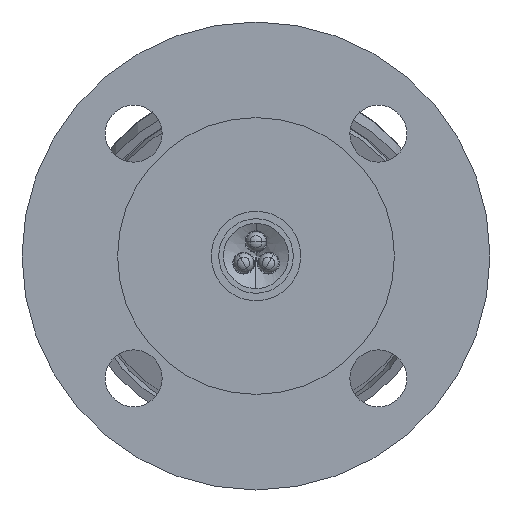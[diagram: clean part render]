
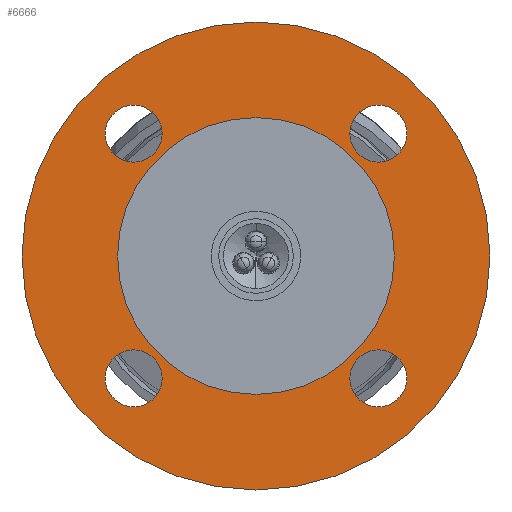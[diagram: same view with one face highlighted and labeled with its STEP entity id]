
A CAD part, front view. The second image highlights one B-rep face of the part: STEP entity #6666.
In plain terms, the highlighted planar face has unit normal (0, -1, 0).
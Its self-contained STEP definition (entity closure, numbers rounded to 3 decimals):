
#242 = CARTESIAN_POINT ( 'NONE',  ( -30.052, 0., 23.052 ) ) ;
#331 = CARTESIAN_POINT ( 'NONE',  ( 30.052, 0., 30.052 ) ) ;
#381 = ORIENTED_EDGE ( 'NONE', *, *, #3860, .T. ) ;
#394 = DIRECTION ( 'NONE',  ( 0., 1., 0. ) ) ;
#463 = EDGE_CURVE ( 'NONE', #2425, #1498, #2919, .T. ) ;
#545 = EDGE_LOOP ( 'NONE', ( #9541, #3512 ) ) ;
#554 = CARTESIAN_POINT ( 'NONE',  ( 30.052, 0., 37.052 ) ) ;
#798 = VERTEX_POINT ( 'NONE', #4281 ) ;
#1024 = DIRECTION ( 'NONE',  ( 0., 0., 1. ) ) ;
#1204 = CARTESIAN_POINT ( 'NONE',  ( 30.052, 0., 30.052 ) ) ;
#1427 = CIRCLE ( 'NONE', #9260, 7. ) ;
#1498 = VERTEX_POINT ( 'NONE', #14699 ) ;
#1523 = EDGE_CURVE ( 'NONE', #10869, #10783, #11324, .T. ) ;
#1665 = CARTESIAN_POINT ( 'NONE',  ( -30.052, 0., 37.052 ) ) ;
#2303 = DIRECTION ( 'NONE',  ( 0., 0., 1. ) ) ;
#2425 = VERTEX_POINT ( 'NONE', #15657 ) ;
#2919 = CIRCLE ( 'NONE', #11081, 7. ) ;
#2929 = DIRECTION ( 'NONE',  ( 0., 1., 0. ) ) ;
#2935 = CARTESIAN_POINT ( 'NONE',  ( 30.052, 0., 23.052 ) ) ;
#3025 = DIRECTION ( 'NONE',  ( 0., 1., 0. ) ) ;
#3442 = EDGE_LOOP ( 'NONE', ( #7094, #17065 ) ) ;
#3453 = CARTESIAN_POINT ( 'NONE',  ( 0., 0., -34. ) ) ;
#3512 = ORIENTED_EDGE ( 'NONE', *, *, #5941, .F. ) ;
#3687 = AXIS2_PLACEMENT_3D ( 'NONE', #17554, #11636, #13108 ) ;
#3860 = EDGE_CURVE ( 'NONE', #4279, #10011, #7762, .T. ) ;
#3971 = DIRECTION ( 'NONE',  ( 0., 1., 0. ) ) ;
#4051 = CARTESIAN_POINT ( 'NONE',  ( 30.052, 0., -30.052 ) ) ;
#4175 = EDGE_CURVE ( 'NONE', #13118, #12546, #9940, .T. ) ;
#4279 = VERTEX_POINT ( 'NONE', #6631 ) ;
#4281 = CARTESIAN_POINT ( 'NONE',  ( 0., 0., 57.5 ) ) ;
#4309 = EDGE_LOOP ( 'NONE', ( #381, #11629 ) ) ;
#4492 = AXIS2_PLACEMENT_3D ( 'NONE', #18824, #3971, #2303 ) ;
#4827 = CARTESIAN_POINT ( 'NONE',  ( 0., 0., -57.5 ) ) ;
#5369 = DIRECTION ( 'NONE',  ( 0., 1., 0. ) ) ;
#5393 = ORIENTED_EDGE ( 'NONE', *, *, #18674, .F. ) ;
#5399 = CARTESIAN_POINT ( 'NONE',  ( 0., 0., 34. ) ) ;
#5688 = PLANE ( 'NONE',  #12365 ) ;
#5941 = EDGE_CURVE ( 'NONE', #798, #13811, #12971, .T. ) ;
#6063 = ORIENTED_EDGE ( 'NONE', *, *, #12827, .T. ) ;
#6105 = AXIS2_PLACEMENT_3D ( 'NONE', #10817, #18424, #11112 ) ;
#6143 = CIRCLE ( 'NONE', #16140, 7. ) ;
#6171 = CARTESIAN_POINT ( 'NONE',  ( 30.052, 0., -30.052 ) ) ;
#6202 = CARTESIAN_POINT ( 'NONE',  ( -30.052, 0., -30.052 ) ) ;
#6281 = ORIENTED_EDGE ( 'NONE', *, *, #463, .T. ) ;
#6296 = DIRECTION ( 'NONE',  ( 0., 1., 0. ) ) ;
#6359 = DIRECTION ( 'NONE',  ( 0., 0., 1. ) ) ;
#6631 = CARTESIAN_POINT ( 'NONE',  ( -30.052, 0., -23.052 ) ) ;
#6666 = ADVANCED_FACE ( 'NONE', ( #18782, #9814, #8553, #12759, #6986, #11383 ), #5688, .F. ) ;
#6924 = VERTEX_POINT ( 'NONE', #1665 ) ;
#6986 = FACE_OUTER_BOUND ( 'NONE', #545, .T. ) ;
#7094 = ORIENTED_EDGE ( 'NONE', *, *, #7860, .T. ) ;
#7204 = DIRECTION ( 'NONE',  ( 0., 1., 0. ) ) ;
#7217 = DIRECTION ( 'NONE',  ( 0., 0., 1. ) ) ;
#7298 = DIRECTION ( 'NONE',  ( 0., 0., 1. ) ) ;
#7762 = CIRCLE ( 'NONE', #18936, 7. ) ;
#7860 = EDGE_CURVE ( 'NONE', #10783, #10869, #6143, .T. ) ;
#8074 = EDGE_LOOP ( 'NONE', ( #6281, #18726 ) ) ;
#8553 = FACE_BOUND ( 'NONE', #3442, .T. ) ;
#8938 = DIRECTION ( 'NONE',  ( 0., 0., 1. ) ) ;
#9197 = CARTESIAN_POINT ( 'NONE',  ( 0., 0., 0. ) ) ;
#9260 = AXIS2_PLACEMENT_3D ( 'NONE', #12261, #2929, #8938 ) ;
#9541 = ORIENTED_EDGE ( 'NONE', *, *, #10593, .F. ) ;
#9814 = FACE_BOUND ( 'NONE', #8074, .T. ) ;
#9940 = CIRCLE ( 'NONE', #19269, 34. ) ;
#9965 = CIRCLE ( 'NONE', #3687, 7. ) ;
#10011 = VERTEX_POINT ( 'NONE', #13420 ) ;
#10053 = DIRECTION ( 'NONE',  ( 0., 1., 0. ) ) ;
#10120 = EDGE_LOOP ( 'NONE', ( #11042, #6063 ) ) ;
#10593 = EDGE_CURVE ( 'NONE', #13811, #798, #16988, .T. ) ;
#10783 = VERTEX_POINT ( 'NONE', #554 ) ;
#10817 = CARTESIAN_POINT ( 'NONE',  ( -30.052, 0., 30.052 ) ) ;
#10869 = VERTEX_POINT ( 'NONE', #2935 ) ;
#10888 = CARTESIAN_POINT ( 'NONE',  ( 0., 0., 0. ) ) ;
#11042 = ORIENTED_EDGE ( 'NONE', *, *, #11621, .T. ) ;
#11072 = AXIS2_PLACEMENT_3D ( 'NONE', #10888, #394, #6359 ) ;
#11081 = AXIS2_PLACEMENT_3D ( 'NONE', #6171, #3025, #14983 ) ;
#11112 = DIRECTION ( 'NONE',  ( 0., 0., 1. ) ) ;
#11324 = CIRCLE ( 'NONE', #15276, 7. ) ;
#11383 = FACE_BOUND ( 'NONE', #12548, .T. ) ;
#11621 = EDGE_CURVE ( 'NONE', #6924, #17573, #1427, .T. ) ;
#11629 = ORIENTED_EDGE ( 'NONE', *, *, #17487, .T. ) ;
#11636 = DIRECTION ( 'NONE',  ( 0., 1., 0. ) ) ;
#11679 = CARTESIAN_POINT ( 'NONE',  ( 0., 0., 0. ) ) ;
#12189 = DIRECTION ( 'NONE',  ( 0., 0., 1. ) ) ;
#12261 = CARTESIAN_POINT ( 'NONE',  ( -30.052, 0., 30.052 ) ) ;
#12289 = DIRECTION ( 'NONE',  ( 0., 0., 1. ) ) ;
#12365 = AXIS2_PLACEMENT_3D ( 'NONE', #11679, #12864, #12952 ) ;
#12546 = VERTEX_POINT ( 'NONE', #5399 ) ;
#12548 = EDGE_LOOP ( 'NONE', ( #5393, #16189 ) ) ;
#12759 = FACE_BOUND ( 'NONE', #10120, .T. ) ;
#12827 = EDGE_CURVE ( 'NONE', #17573, #6924, #17350, .T. ) ;
#12864 = DIRECTION ( 'NONE',  ( 0., 1., 0. ) ) ;
#12952 = DIRECTION ( 'NONE',  ( 0., 0., 1. ) ) ;
#12971 = CIRCLE ( 'NONE', #4492, 57.5 ) ;
#13108 = DIRECTION ( 'NONE',  ( 0., 0., 1. ) ) ;
#13118 = VERTEX_POINT ( 'NONE', #3453 ) ;
#13420 = CARTESIAN_POINT ( 'NONE',  ( -30.052, 0., -37.052 ) ) ;
#13710 = DIRECTION ( 'NONE',  ( 0., -1., 0. ) ) ;
#13811 = VERTEX_POINT ( 'NONE', #4827 ) ;
#14055 = CIRCLE ( 'NONE', #14951, 7. ) ;
#14351 = CARTESIAN_POINT ( 'NONE',  ( 0., 0., 0. ) ) ;
#14386 = AXIS2_PLACEMENT_3D ( 'NONE', #14351, #14445, #1024 ) ;
#14445 = DIRECTION ( 'NONE',  ( 0., -1., 0. ) ) ;
#14699 = CARTESIAN_POINT ( 'NONE',  ( 30.052, 0., -37.052 ) ) ;
#14951 = AXIS2_PLACEMENT_3D ( 'NONE', #4051, #10053, #7217 ) ;
#14983 = DIRECTION ( 'NONE',  ( 0., 0., 1. ) ) ;
#15276 = AXIS2_PLACEMENT_3D ( 'NONE', #1204, #7204, #7298 ) ;
#15657 = CARTESIAN_POINT ( 'NONE',  ( 30.052, 0., -23.052 ) ) ;
#16140 = AXIS2_PLACEMENT_3D ( 'NONE', #331, #6296, #12289 ) ;
#16189 = ORIENTED_EDGE ( 'NONE', *, *, #4175, .F. ) ;
#16988 = CIRCLE ( 'NONE', #11072, 57.5 ) ;
#17065 = ORIENTED_EDGE ( 'NONE', *, *, #1523, .T. ) ;
#17156 = CIRCLE ( 'NONE', #14386, 34. ) ;
#17350 = CIRCLE ( 'NONE', #6105, 7. ) ;
#17487 = EDGE_CURVE ( 'NONE', #10011, #4279, #9965, .T. ) ;
#17554 = CARTESIAN_POINT ( 'NONE',  ( -30.052, 0., -30.052 ) ) ;
#17573 = VERTEX_POINT ( 'NONE', #242 ) ;
#17851 = EDGE_CURVE ( 'NONE', #1498, #2425, #14055, .T. ) ;
#17951 = DIRECTION ( 'NONE',  ( 0., 0., 1. ) ) ;
#18424 = DIRECTION ( 'NONE',  ( 0., 1., 0. ) ) ;
#18674 = EDGE_CURVE ( 'NONE', #12546, #13118, #17156, .T. ) ;
#18726 = ORIENTED_EDGE ( 'NONE', *, *, #17851, .T. ) ;
#18782 = FACE_BOUND ( 'NONE', #4309, .T. ) ;
#18824 = CARTESIAN_POINT ( 'NONE',  ( 0., 0., 0. ) ) ;
#18936 = AXIS2_PLACEMENT_3D ( 'NONE', #6202, #5369, #12189 ) ;
#19269 = AXIS2_PLACEMENT_3D ( 'NONE', #9197, #13710, #17951 ) ;
